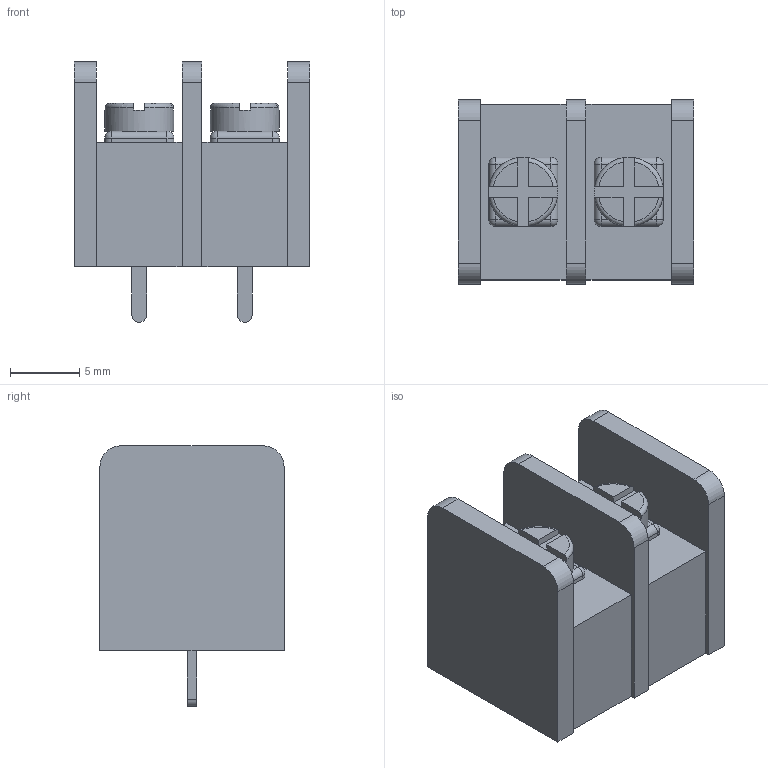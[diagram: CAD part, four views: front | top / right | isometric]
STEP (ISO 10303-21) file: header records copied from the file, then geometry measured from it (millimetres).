
FILE_DESCRIPTION(('FreeCAD Model'),'2;1');
FILE_NAME('Open CASCADE Shape Model','2023-12-06T16:56:39',(''),(''), 'Open CASCADE STEP processor 7.7','FreeCAD','Unknown');
FILE_SCHEMA(('AUTOMOTIVE_DESIGN { 1 0 10303 214 1 1 1 1 }'));
Length unit declared in the file: millimetre
Products named in the file (8): Part; plastic; Shell004; leads; Shell; Shell001; Shell002; Shell003
Assembly tree (7 placements, depth 3):
  Part
    plastic
      Shell004
    leads
      Shell
      Shell001
      Shell002
      Shell003
Bounding box: 17 x 13.3 x 18.8 mm (x, y, z)
Surface area: 1647.3 mm2 (no closed solid volume)
Topology: 0 solids, 5 shells, 128 faces, 358 edges, 228 vertices
Faces by surface type: plane 82, cylinder 30, torus 8, sphere 8
Entity records: 4251 total; most frequent: CARTESIAN_POINT 794, DIRECTION 714, ORIENTED_EDGE 652, EDGE_CURVE 350, AXIS2_PLACEMENT_3D 244, VERTEX_POINT 228, LINE 226, VECTOR 226
